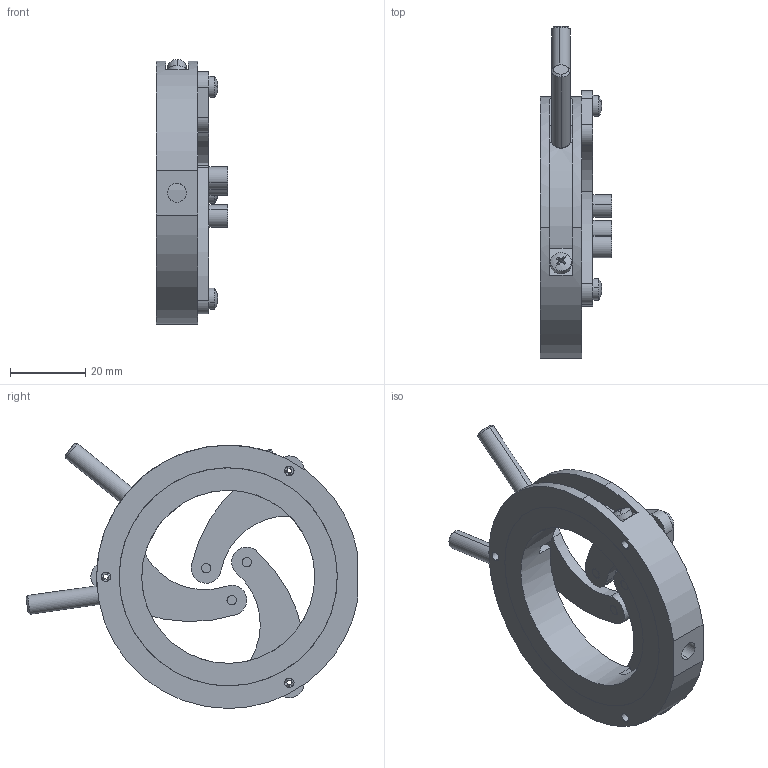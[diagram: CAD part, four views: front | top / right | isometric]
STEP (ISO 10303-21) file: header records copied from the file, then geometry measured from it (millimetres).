
FILE_DESCRIPTION (( 'STEP AP203' ), '1' );
FILE_NAME ('OMLS50-1.step', '2019-05-09T09:04:16', ( '' ), ( '' ), 'SwSTEP 2.0', 'SolidWorks 2016', '' );
FILE_SCHEMA (( 'CONFIG_CONTROL_DESIGN' ));
Length unit declared in the file: millimetre
Products named in the file (1): OMLS50-1
Bounding box: 19 x 88.25 x 70.44 mm (x, y, z)
Surface area: 17913.9 mm2 (no closed solid volume)
Topology: 0 solids, 23 shells, 229 faces, 883 edges, 666 vertices
Faces by surface type: plane 112, cylinder 93, cone 16, sphere 8
Entity records: 9818 total; most frequent: CARTESIAN_POINT 2291, DIRECTION 1577, ORIENTED_EDGE 1390, EDGE_CURVE 883, VERTEX_POINT 666, VECTOR 529, LINE 529, AXIS2_PLACEMENT_3D 524
